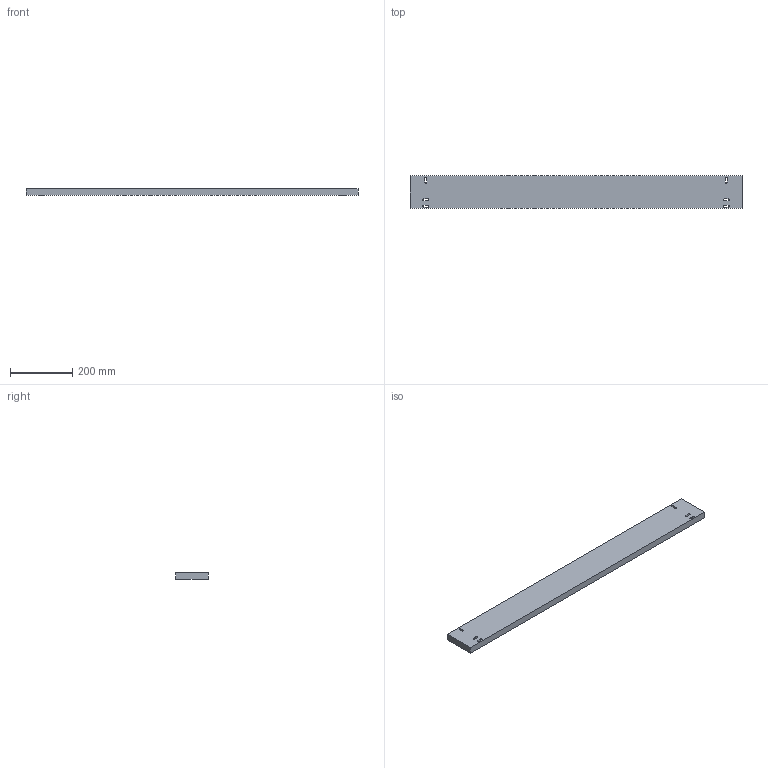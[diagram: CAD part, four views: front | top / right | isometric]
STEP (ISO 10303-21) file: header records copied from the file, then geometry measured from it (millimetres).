
FILE_DESCRIPTION(/* description */ (''),/* implementation_level */ '2;1');
FILE_NAME(/* name */ 'Rail Support Long',/* time_stamp */ '2014-03-05T18:03:35-06:00',/* author */ (''),/* organization */ (''),/* preprocessor_version */ 'ST-DEVELOPER v15',/* originating_system */ '',/* authorisation */ '');
FILE_SCHEMA (('AUTOMOTIVE_DESIGN'));
Length unit declared in the file: inch
Products named in the file (1): Document
Bounding box: 1068.39 x 105.41 x 22.35 mm (x, y, z)
Volume: 2502189.2 mm3; surface area: 282310.5 mm2
Topology: 1 solids, 1 shells, 30 faces, 91 edges, 63 vertices
Faces by surface type: bspline 24, plane 6
Entity records: 1097 total; most frequent: CARTESIAN_POINT 604, ORIENTED_EDGE 168, EDGE_CURVE 84, VERTEX_POINT 56, EDGE_LOOP 42, ADVANCED_FACE 30, FACE_OUTER_BOUND 30, B_SPLINE_CURVE_WITH_KNOTS 13
